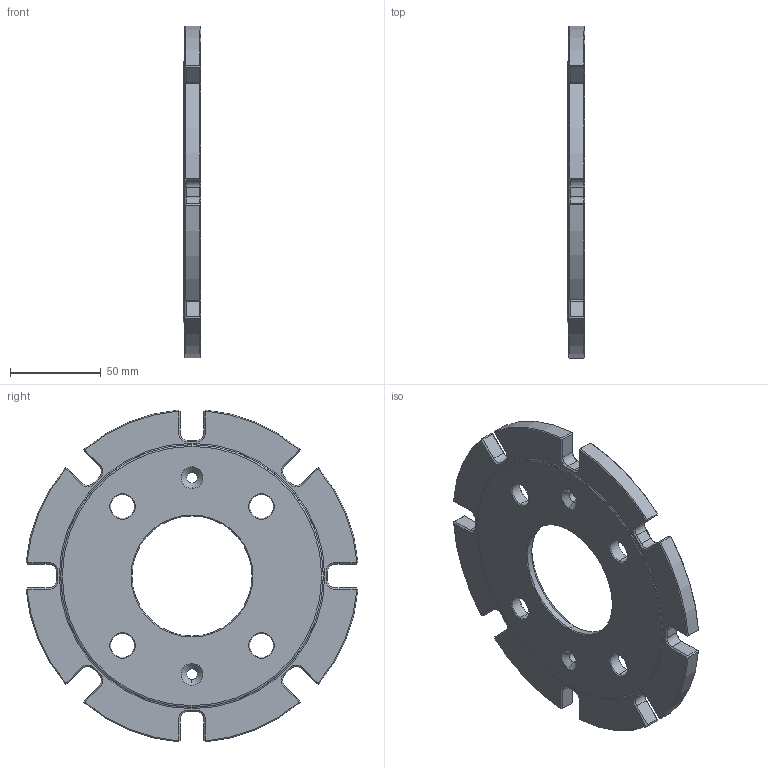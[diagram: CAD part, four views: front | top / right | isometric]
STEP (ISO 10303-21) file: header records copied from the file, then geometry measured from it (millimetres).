
FILE_DESCRIPTION (( 'STEP AP203' ), '1' );
FILE_NAME ('Bol 108x4.STEP', '2006-02-22T00:39:58', ( 'Dam''s' ), ( '' ), 'SwSTEP 2.0', 'SolidWorks 2008', '' );
FILE_SCHEMA (( 'CONFIG_CONTROL_DESIGN' ));
Length unit declared in the file: millimetre
Products named in the file (1): Bol 108x4
Bounding box: 9.7 x 182.42 x 182.42 mm (x, y, z)
Volume: 161152.9 mm3; surface area: 50499.2 mm2
Topology: 1 solids, 1 shells, 256 faces, 590 edges, 338 vertices
Faces by surface type: plane 92, cone 84, cylinder 40, bspline 32, torus 8
Entity records: 7413 total; most frequent: CARTESIAN_POINT 1793, ORIENTED_EDGE 1180, DIRECTION 1098, EDGE_CURVE 590, AXIS2_PLACEMENT_3D 411, VERTEX_POINT 338, VECTOR 276, LINE 276
